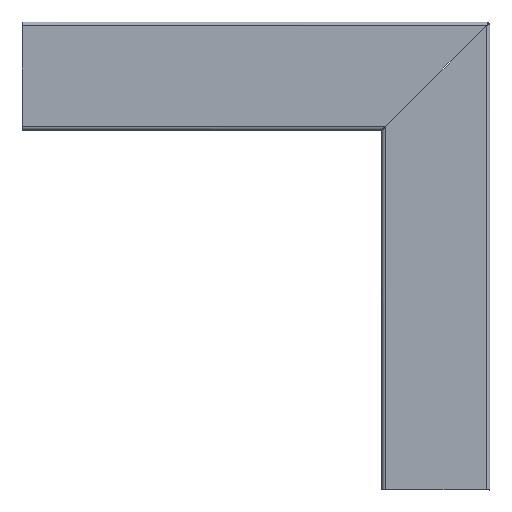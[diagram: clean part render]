
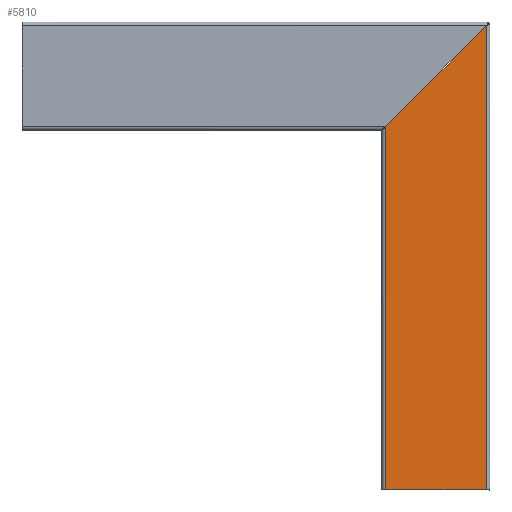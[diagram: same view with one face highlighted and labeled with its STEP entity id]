
A CAD part, front view. The second image highlights one B-rep face of the part: STEP entity #5810.
In plain terms, the highlighted planar face has unit normal (0, -1, 0).
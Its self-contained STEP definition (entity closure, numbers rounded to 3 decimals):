
#934 = EDGE_LOOP ( 'NONE', ( #2315, #6306, #2919, #1145 ) ) ;
#1019 = CARTESIAN_POINT ( 'NONE',  ( 3., -85., -388.5 ) ) ;
#1145 = ORIENTED_EDGE ( 'NONE', *, *, #2088, .F. ) ;
#1236 = VECTOR ( 'NONE', #3023, 1000. ) ;
#1448 = LINE ( 'NONE', #2399, #1236 ) ;
#2088 = EDGE_CURVE ( 'NONE', #6322, #7280, #7925, .T. ) ;
#2167 = DIRECTION ( 'NONE',  ( 0., 0., -1. ) ) ;
#2312 = VECTOR ( 'NONE', #2337, 1000. ) ;
#2315 = ORIENTED_EDGE ( 'NONE', *, *, #2694, .F. ) ;
#2337 = DIRECTION ( 'NONE',  ( -1., 0., 0. ) ) ;
#2399 = CARTESIAN_POINT ( 'NONE',  ( 240.262, -85., 151.238 ) ) ;
#2505 = LINE ( 'NONE', #1019, #2312 ) ;
#2694 = EDGE_CURVE ( 'NONE', #2937, #6322, #1448, .T. ) ;
#2919 = ORIENTED_EDGE ( 'NONE', *, *, #3199, .F. ) ;
#2937 = VERTEX_POINT ( 'NONE', #5266 ) ;
#3023 = DIRECTION ( 'NONE',  ( 0.707, 0., 0.707 ) ) ;
#3061 = AXIS2_PLACEMENT_3D ( 'NONE', #7264, #5397, #4791 ) ;
#3088 = CARTESIAN_POINT ( 'NONE',  ( 87., -85., -388.5 ) ) ;
#3199 = EDGE_CURVE ( 'NONE', #7280, #7790, #2505, .T. ) ;
#3463 = PLANE ( 'NONE',  #3061 ) ;
#3958 = DIRECTION ( 'NONE',  ( 0., 0., -1. ) ) ;
#4363 = VECTOR ( 'NONE', #2167, 1000. ) ;
#4372 = LINE ( 'NONE', #7930, #4363 ) ;
#4712 = EDGE_CURVE ( 'NONE', #2937, #7790, #4372, .T. ) ;
#4791 = DIRECTION ( 'NONE',  ( 1., 0., 0. ) ) ;
#5266 = CARTESIAN_POINT ( 'NONE',  ( 3., -85., -86.024 ) ) ;
#5397 = DIRECTION ( 'NONE',  ( 0., -1., 0. ) ) ;
#5810 = ADVANCED_FACE ( 'NONE', ( #7361 ), #3463, .T. ) ;
#6306 = ORIENTED_EDGE ( 'NONE', *, *, #4712, .T. ) ;
#6322 = VERTEX_POINT ( 'NONE', #7255 ) ;
#7255 = CARTESIAN_POINT ( 'NONE',  ( 87., -85., -2.024 ) ) ;
#7264 = CARTESIAN_POINT ( 'NONE',  ( 3., -85., 388.5 ) ) ;
#7280 = VERTEX_POINT ( 'NONE', #3088 ) ;
#7361 = FACE_OUTER_BOUND ( 'NONE', #934, .T. ) ;
#7787 = CARTESIAN_POINT ( 'NONE',  ( 3., -85., -388.5 ) ) ;
#7790 = VERTEX_POINT ( 'NONE', #7787 ) ;
#7804 = VECTOR ( 'NONE', #3958, 1000. ) ;
#7925 = LINE ( 'NONE', #8091, #7804 ) ;
#7930 = CARTESIAN_POINT ( 'NONE',  ( 3., -85., 388.5 ) ) ;
#8091 = CARTESIAN_POINT ( 'NONE',  ( 87., -85., 388.5 ) ) ;
